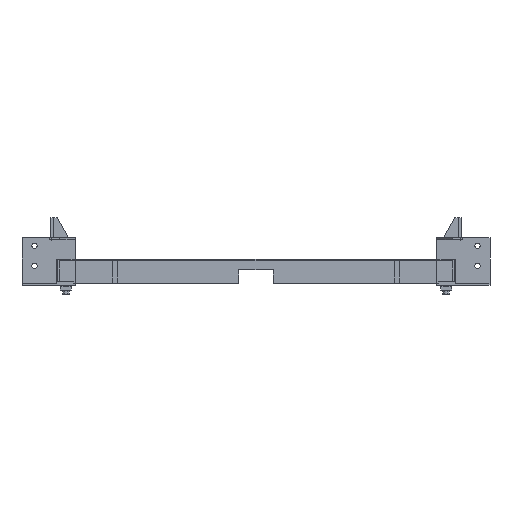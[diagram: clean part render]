
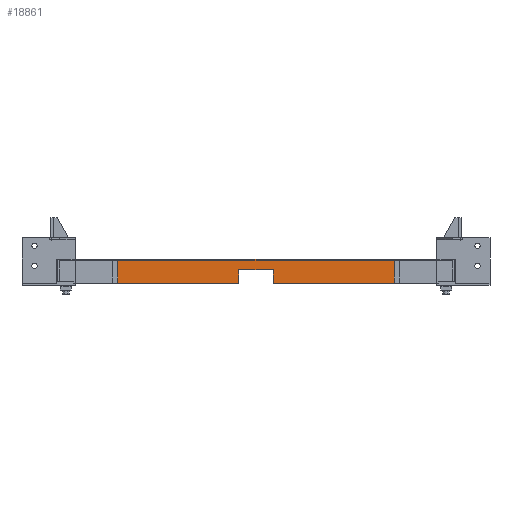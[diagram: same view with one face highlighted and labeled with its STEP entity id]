
A CAD part, front view. The second image highlights one B-rep face of the part: STEP entity #18861.
In plain terms, the highlighted planar face has unit normal (0, -1, 0).
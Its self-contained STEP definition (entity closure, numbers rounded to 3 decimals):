
#136 = VERTEX_POINT ( 'NONE', #11929 ) ;
#243 = VECTOR ( 'NONE', #12586, 1000. ) ;
#486 = CARTESIAN_POINT ( 'NONE',  ( 0., -860.5, -30. ) ) ;
#533 = DIRECTION ( 'NONE',  ( 0., 0., 1. ) ) ;
#545 = VECTOR ( 'NONE', #13377, 1000. ) ;
#691 = CARTESIAN_POINT ( 'NONE',  ( 171.5, -860.5, -30. ) ) ;
#702 = LINE ( 'NONE', #18846, #7664 ) ;
#706 = CARTESIAN_POINT ( 'NONE',  ( 0., -860.5, 0. ) ) ;
#754 = CARTESIAN_POINT ( 'NONE',  ( 0., -860.5, -30. ) ) ;
#1357 = VECTOR ( 'NONE', #6200, 1000. ) ;
#1394 = LINE ( 'NONE', #691, #1357 ) ;
#2428 = CARTESIAN_POINT ( 'NONE',  ( -171.5, -860.5, 0. ) ) ;
#2533 = ORIENTED_EDGE ( 'NONE', *, *, #7998, .T. ) ;
#2692 = VERTEX_POINT ( 'NONE', #5212 ) ;
#2960 = LINE ( 'NONE', #14714, #14294 ) ;
#2982 = EDGE_CURVE ( 'NONE', #15021, #4556, #17156, .T. ) ;
#3338 = CARTESIAN_POINT ( 'NONE',  ( 171.5, -860.5, -30. ) ) ;
#3356 = DIRECTION ( 'NONE',  ( 0., 0., 1. ) ) ;
#3454 = CARTESIAN_POINT ( 'NONE',  ( 21.5, -860.5, -30. ) ) ;
#3800 = DIRECTION ( 'NONE',  ( 0., 1., 0. ) ) ;
#4192 = ORIENTED_EDGE ( 'NONE', *, *, #17684, .F. ) ;
#4556 = VERTEX_POINT ( 'NONE', #5640 ) ;
#5212 = CARTESIAN_POINT ( 'NONE',  ( 171.5, -860.5, 0. ) ) ;
#5640 = CARTESIAN_POINT ( 'NONE',  ( -21.5, -860.5, -13.5 ) ) ;
#5739 = LINE ( 'NONE', #754, #19256 ) ;
#5898 = ORIENTED_EDGE ( 'NONE', *, *, #12648, .F. ) ;
#5913 = LINE ( 'NONE', #486, #243 ) ;
#5966 = CARTESIAN_POINT ( 'NONE',  ( -171.5, -860.5, -30. ) ) ;
#6200 = DIRECTION ( 'NONE',  ( 0., 0., 1. ) ) ;
#6560 = CARTESIAN_POINT ( 'NONE',  ( -171.5, -860.5, 0. ) ) ;
#6660 = FACE_OUTER_BOUND ( 'NONE', #16174, .T. ) ;
#7664 = VECTOR ( 'NONE', #15585, 1000. ) ;
#7877 = CARTESIAN_POINT ( 'NONE',  ( -21.5, -860.5, -30. ) ) ;
#7998 = EDGE_CURVE ( 'NONE', #19279, #16165, #18687, .T. ) ;
#8021 = CARTESIAN_POINT ( 'NONE',  ( 171.5, -860.5, -3. ) ) ;
#8103 = ORIENTED_EDGE ( 'NONE', *, *, #17114, .T. ) ;
#8150 = VECTOR ( 'NONE', #3356, 1000. ) ;
#8176 = VERTEX_POINT ( 'NONE', #5966 ) ;
#8619 = CARTESIAN_POINT ( 'NONE',  ( 21.5, -860.5, 0. ) ) ;
#8727 = CARTESIAN_POINT ( 'NONE',  ( 21.5, -860.5, -13.5 ) ) ;
#8743 = EDGE_CURVE ( 'NONE', #16165, #9291, #5913, .T. ) ;
#9291 = VERTEX_POINT ( 'NONE', #17564 ) ;
#9648 = DIRECTION ( 'NONE',  ( 1., 0., 0. ) ) ;
#10017 = LINE ( 'NONE', #3338, #545 ) ;
#10625 = LINE ( 'NONE', #706, #13722 ) ;
#10934 = EDGE_CURVE ( 'NONE', #9291, #17420, #1394, .T. ) ;
#11073 = ORIENTED_EDGE ( 'NONE', *, *, #18105, .T. ) ;
#11124 = DIRECTION ( 'NONE',  ( 1., 0., 0. ) ) ;
#11878 = CARTESIAN_POINT ( 'NONE',  ( -21.5, -860.5, 0. ) ) ;
#11929 = CARTESIAN_POINT ( 'NONE',  ( -171.5, -860.5, -3. ) ) ;
#12427 = ORIENTED_EDGE ( 'NONE', *, *, #2982, .T. ) ;
#12586 = DIRECTION ( 'NONE',  ( 1., 0., 0. ) ) ;
#12648 = EDGE_CURVE ( 'NONE', #136, #20907, #13776, .T. ) ;
#13377 = DIRECTION ( 'NONE',  ( 0., 0., 1. ) ) ;
#13722 = VECTOR ( 'NONE', #15784, 1000. ) ;
#13776 = LINE ( 'NONE', #2428, #8150 ) ;
#14116 = VECTOR ( 'NONE', #15214, 1000. ) ;
#14294 = VECTOR ( 'NONE', #9648, 1000. ) ;
#14714 = CARTESIAN_POINT ( 'NONE',  ( 0., -860.5, -13.5 ) ) ;
#15021 = VERTEX_POINT ( 'NONE', #7877 ) ;
#15214 = DIRECTION ( 'NONE',  ( 0., 0., -1. ) ) ;
#15568 = CARTESIAN_POINT ( 'NONE',  ( 0., -860.5, 0. ) ) ;
#15585 = DIRECTION ( 'NONE',  ( 0., 0., 1. ) ) ;
#15760 = EDGE_CURVE ( 'NONE', #8176, #136, #702, .T. ) ;
#15784 = DIRECTION ( 'NONE',  ( 1., 0., 0. ) ) ;
#16165 = VERTEX_POINT ( 'NONE', #3454 ) ;
#16174 = EDGE_LOOP ( 'NONE', ( #16965, #21468, #11073, #4192, #5898, #20983, #8103, #12427, #19489, #2533 ) ) ;
#16865 = PLANE ( 'NONE',  #20369 ) ;
#16965 = ORIENTED_EDGE ( 'NONE', *, *, #8743, .T. ) ;
#17114 = EDGE_CURVE ( 'NONE', #8176, #15021, #5739, .T. ) ;
#17156 = LINE ( 'NONE', #11878, #19338 ) ;
#17420 = VERTEX_POINT ( 'NONE', #8021 ) ;
#17564 = CARTESIAN_POINT ( 'NONE',  ( 171.5, -860.5, -30. ) ) ;
#17684 = EDGE_CURVE ( 'NONE', #20907, #2692, #10625, .T. ) ;
#18105 = EDGE_CURVE ( 'NONE', #17420, #2692, #10017, .T. ) ;
#18687 = LINE ( 'NONE', #8619, #14116 ) ;
#18846 = CARTESIAN_POINT ( 'NONE',  ( -171.5, -860.5, -30. ) ) ;
#18861 = ADVANCED_FACE ( 'NONE', ( #6660 ), #16865, .F. ) ;
#19048 = DIRECTION ( 'NONE',  ( 1., 0., 0. ) ) ;
#19256 = VECTOR ( 'NONE', #11124, 1000. ) ;
#19279 = VERTEX_POINT ( 'NONE', #8727 ) ;
#19338 = VECTOR ( 'NONE', #533, 1000. ) ;
#19489 = ORIENTED_EDGE ( 'NONE', *, *, #20909, .T. ) ;
#20369 = AXIS2_PLACEMENT_3D ( 'NONE', #15568, #3800, #19048 ) ;
#20907 = VERTEX_POINT ( 'NONE', #6560 ) ;
#20909 = EDGE_CURVE ( 'NONE', #4556, #19279, #2960, .T. ) ;
#20983 = ORIENTED_EDGE ( 'NONE', *, *, #15760, .F. ) ;
#21468 = ORIENTED_EDGE ( 'NONE', *, *, #10934, .T. ) ;
